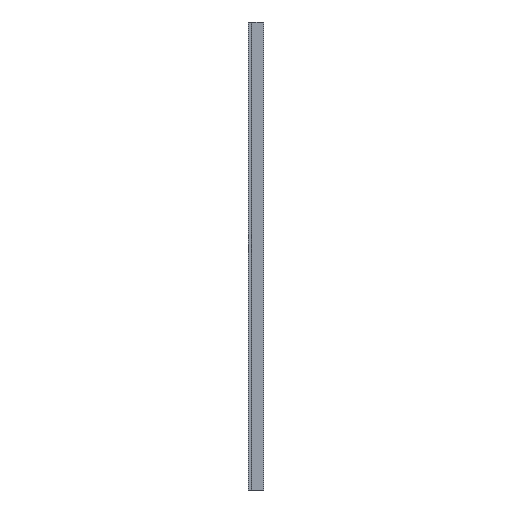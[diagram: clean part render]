
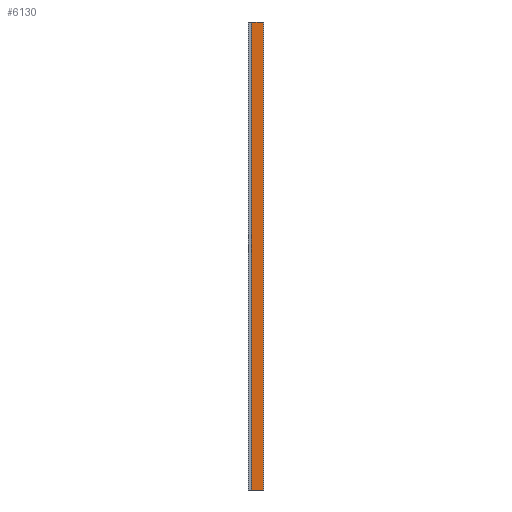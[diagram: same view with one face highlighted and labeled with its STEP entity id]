
A CAD part, left-side view. The second image highlights one B-rep face of the part: STEP entity #6130.
In plain terms, the highlighted planar face has unit normal (-1, 0, 0).
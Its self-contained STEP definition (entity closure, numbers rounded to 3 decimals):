
#740 = LINE ( 'NONE', #23229, #18481 ) ;
#5522 = VECTOR ( 'NONE', #17037, 1000. ) ;
#5695 = CARTESIAN_POINT ( 'NONE',  ( -14., 0., 1084. ) ) ;
#5805 = CARTESIAN_POINT ( 'NONE',  ( -14., 0., 0. ) ) ;
#6130 = ADVANCED_FACE ( 'NONE', ( #9345 ), #8985, .F. ) ;
#7141 = ORIENTED_EDGE ( 'NONE', *, *, #24557, .T. ) ;
#8547 = ORIENTED_EDGE ( 'NONE', *, *, #18842, .F. ) ;
#8985 = PLANE ( 'NONE',  #21834 ) ;
#9345 = FACE_OUTER_BOUND ( 'NONE', #22989, .T. ) ;
#11599 = VERTEX_POINT ( 'NONE', #30627 ) ;
#11744 = VERTEX_POINT ( 'NONE', #26933 ) ;
#12666 = CARTESIAN_POINT ( 'NONE',  ( -14., 0., 0. ) ) ;
#14161 = ORIENTED_EDGE ( 'NONE', *, *, #17737, .F. ) ;
#14741 = DIRECTION ( 'NONE',  ( 0., -1., 0. ) ) ;
#16480 = LINE ( 'NONE', #24608, #28551 ) ;
#17017 = EDGE_CURVE ( 'NONE', #11744, #23214, #33639, .T. ) ;
#17037 = DIRECTION ( 'NONE',  ( 0., -1., 0. ) ) ;
#17737 = EDGE_CURVE ( 'NONE', #34667, #11599, #740, .T. ) ;
#18481 = VECTOR ( 'NONE', #14741, 1000. ) ;
#18842 = EDGE_CURVE ( 'NONE', #11599, #23214, #22460, .T. ) ;
#19806 = CARTESIAN_POINT ( 'NONE',  ( -14., 27.2, 1084. ) ) ;
#20220 = DIRECTION ( 'NONE',  ( 0., 1., 0. ) ) ;
#20575 = DIRECTION ( 'NONE',  ( 1., 0., 0. ) ) ;
#21834 = AXIS2_PLACEMENT_3D ( 'NONE', #26310, #20575, #20220 ) ;
#21840 = DIRECTION ( 'NONE',  ( 0., 0., -1. ) ) ;
#22460 = LINE ( 'NONE', #5695, #36055 ) ;
#22989 = EDGE_LOOP ( 'NONE', ( #25075, #8547, #14161, #7141 ) ) ;
#23214 = VERTEX_POINT ( 'NONE', #12666 ) ;
#23229 = CARTESIAN_POINT ( 'NONE',  ( -14., 0., 1084. ) ) ;
#24557 = EDGE_CURVE ( 'NONE', #34667, #11744, #16480, .T. ) ;
#24608 = CARTESIAN_POINT ( 'NONE',  ( -14., 27.2, 1084. ) ) ;
#25075 = ORIENTED_EDGE ( 'NONE', *, *, #17017, .T. ) ;
#25237 = DIRECTION ( 'NONE',  ( 0., 0., -1. ) ) ;
#26310 = CARTESIAN_POINT ( 'NONE',  ( -14., 0., 1084. ) ) ;
#26933 = CARTESIAN_POINT ( 'NONE',  ( -14., 27.2, 0. ) ) ;
#28551 = VECTOR ( 'NONE', #21840, 1000. ) ;
#30627 = CARTESIAN_POINT ( 'NONE',  ( -14., 0., 1084. ) ) ;
#33639 = LINE ( 'NONE', #5805, #5522 ) ;
#34667 = VERTEX_POINT ( 'NONE', #19806 ) ;
#36055 = VECTOR ( 'NONE', #25237, 1000. ) ;
